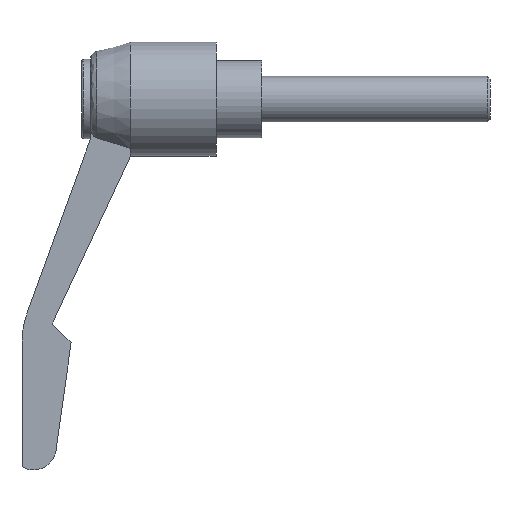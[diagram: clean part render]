
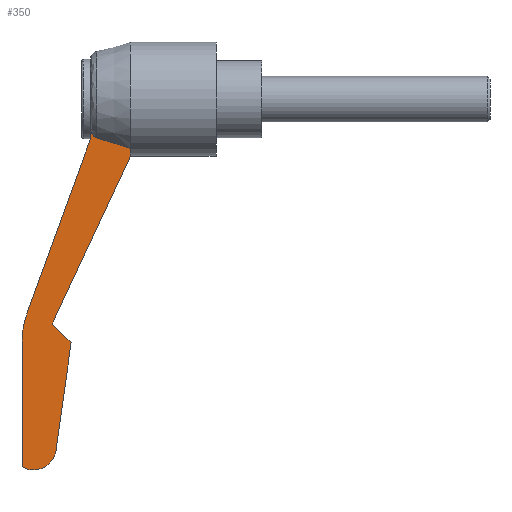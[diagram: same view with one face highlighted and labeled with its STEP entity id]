
A CAD part, front view. The second image highlights one B-rep face of the part: STEP entity #350.
In plain terms, the highlighted planar face has unit normal (0, -1, 0).
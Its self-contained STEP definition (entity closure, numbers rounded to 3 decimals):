
#1 = DIRECTION ( 'NONE',  ( 0., 0., -1. ) ) ;
#10 = ORIENTED_EDGE ( 'NONE', *, *, #627, .T. ) ;
#11 = CARTESIAN_POINT ( 'NONE',  ( -40.002, -5., -60.973 ) ) ;
#25 = LINE ( 'NONE', #549, #192 ) ;
#62 = CARTESIAN_POINT ( 'NONE',  ( -30., -5., -6.973 ) ) ;
#84 = CARTESIAN_POINT ( 'NONE',  ( -42., -5., -31.588 ) ) ;
#93 = CARTESIAN_POINT ( 'NONE',  ( -30., -5., -5.059 ) ) ;
#96 = CARTESIAN_POINT ( 'NONE',  ( -29.239, -5., -6.602 ) ) ;
#134 = EDGE_CURVE ( 'NONE', #175, #409, #802, .T. ) ;
#161 = AXIS2_PLACEMENT_3D ( 'NONE', #374, #281, #458 ) ;
#163 = ORIENTED_EDGE ( 'NONE', *, *, #243, .T. ) ;
#169 = VECTOR ( 'NONE', #1, 1000. ) ;
#175 = VERTEX_POINT ( 'NONE', #761 ) ;
#192 = VECTOR ( 'NONE', #303, 1000. ) ;
#205 = DIRECTION ( 'NONE',  ( 0., 0., 1. ) ) ;
#218 = LINE ( 'NONE', #84, #169 ) ;
#233 = ORIENTED_EDGE ( 'NONE', *, *, #407, .F. ) ;
#241 = ORIENTED_EDGE ( 'NONE', *, *, #134, .T. ) ;
#242 = CARTESIAN_POINT ( 'NONE',  ( -28.888, -5., -6.777 ) ) ;
#243 = EDGE_CURVE ( 'NONE', #728, #559, #624, .T. ) ;
#246 = LINE ( 'NONE', #454, #437 ) ;
#255 = AXIS2_PLACEMENT_3D ( 'NONE', #11, #876, #955 ) ;
#281 = DIRECTION ( 'NONE',  ( 0., -1., 0. ) ) ;
#284 = ORIENTED_EDGE ( 'NONE', *, *, #622, .T. ) ;
#285 = CARTESIAN_POINT ( 'NONE',  ( -28.888, -5., -6.777 ) ) ;
#303 = DIRECTION ( 'NONE',  ( 0., 0., -1. ) ) ;
#317 = CARTESIAN_POINT ( 'NONE',  ( -29.834, -5., -5.828 ) ) ;
#319 = DIRECTION ( 'NONE',  ( -0.423, 0., -0.906 ) ) ;
#324 = VECTOR ( 'NONE', #205, 1000. ) ;
#327 = B_SPLINE_CURVE_WITH_KNOTS ( 'NONE', 3,
 ( #285, #447, #776, #845 ),
 .UNSPECIFIED., .F., .F.,
 ( 4, 4 ),
 ( 0., 0.006 ),
 .UNSPECIFIED. ) ;
#328 = CARTESIAN_POINT ( 'NONE',  ( -28.983, -5., -6.746 ) ) ;
#330 = VERTEX_POINT ( 'NONE', #686 ) ;
#332 = CARTESIAN_POINT ( 'NONE',  ( -23., -5., -10. ) ) ;
#337 = LINE ( 'NONE', #935, #699 ) ;
#346 = ORIENTED_EDGE ( 'NONE', *, *, #526, .T. ) ;
#350 = ADVANCED_FACE ( 'NONE', ( #698 ), #1015, .T. ) ;
#374 = CARTESIAN_POINT ( 'NONE',  ( -33.964, -5., -31.588 ) ) ;
#392 = CARTESIAN_POINT ( 'NONE',  ( -36.71, -5., -39.401 ) ) ;
#396 = EDGE_CURVE ( 'NONE', #623, #720, #760, .T. ) ;
#397 = CARTESIAN_POINT ( 'NONE',  ( -27., -5., -42.588 ) ) ;
#399 = CARTESIAN_POINT ( 'NONE',  ( -29.072, -5., -6.704 ) ) ;
#402 = CIRCLE ( 'NONE', #255, 4. ) ;
#403 = DIRECTION ( 'NONE',  ( 0., 0., 1. ) ) ;
#406 = DIRECTION ( 'NONE',  ( 0., -1., 0. ) ) ;
#407 = EDGE_CURVE ( 'NONE', #906, #559, #327, .T. ) ;
#408 = CARTESIAN_POINT ( 'NONE',  ( -30., -5., -4.861 ) ) ;
#409 = VERTEX_POINT ( 'NONE', #1002 ) ;
#413 = EDGE_CURVE ( 'NONE', #409, #446, #246, .T. ) ;
#415 = ORIENTED_EDGE ( 'NONE', *, *, #413, .T. ) ;
#437 = VECTOR ( 'NONE', #613, 1000. ) ;
#446 = VERTEX_POINT ( 'NONE', #392 ) ;
#447 = CARTESIAN_POINT ( 'NONE',  ( -26.933, -5., -7.429 ) ) ;
#454 = CARTESIAN_POINT ( 'NONE',  ( -33.396, -5., -42.715 ) ) ;
#458 = DIRECTION ( 'NONE',  ( 0., 0., -1. ) ) ;
#467 = DIRECTION ( 'NONE',  ( 0.139, 0., 0.99 ) ) ;
#484 = CARTESIAN_POINT ( 'NONE',  ( -29.536, -5., -6.339 ) ) ;
#526 = EDGE_CURVE ( 'NONE', #330, #623, #25, .T. ) ;
#549 = CARTESIAN_POINT ( 'NONE',  ( -30., -5., -31.588 ) ) ;
#559 = VERTEX_POINT ( 'NONE', #637 ) ;
#561 = CARTESIAN_POINT ( 'NONE',  ( -29.898, -5., -5.64 ) ) ;
#567 = CARTESIAN_POINT ( 'NONE',  ( -29.654, -5., -6.176 ) ) ;
#569 = EDGE_CURVE ( 'NONE', #899, #769, #218, .T. ) ;
#574 = EDGE_CURVE ( 'NONE', #728, #446, #337, .T. ) ;
#590 = EDGE_CURVE ( 'NONE', #906, #330, #632, .T. ) ;
#606 = ORIENTED_EDGE ( 'NONE', *, *, #396, .T. ) ;
#613 = DIRECTION ( 'NONE',  ( -0.707, 0., 0.707 ) ) ;
#622 = EDGE_CURVE ( 'NONE', #769, #175, #402, .T. ) ;
#623 = VERTEX_POINT ( 'NONE', #868 ) ;
#624 = LINE ( 'NONE', #995, #324 ) ;
#627 = EDGE_CURVE ( 'NONE', #720, #899, #885, .T. ) ;
#631 = CARTESIAN_POINT ( 'NONE',  ( -29.981, -5., -5.254 ) ) ;
#632 = B_SPLINE_CURVE_WITH_KNOTS ( 'NONE', 3,
 ( #242, #328, #399, #96, #964, #484, #567, #317, #561, #631, #93, #408 ),
 .UNSPECIFIED., .F., .F.,
 ( 4, 2, 2, 2, 2, 4 ),
 ( 0., 0., 0.001, 0.001, 0.002, 0.002 ),
 .UNSPECIFIED. ) ;
#634 = ORIENTED_EDGE ( 'NONE', *, *, #574, .F. ) ;
#637 = CARTESIAN_POINT ( 'NONE',  ( -23., -5., -8.66 ) ) ;
#659 = AXIS2_PLACEMENT_3D ( 'NONE', #397, #406, #403 ) ;
#669 = VECTOR ( 'NONE', #467, 1000. ) ;
#686 = CARTESIAN_POINT ( 'NONE',  ( -30., -5., -4.861 ) ) ;
#698 = FACE_OUTER_BOUND ( 'NONE', #796, .T. ) ;
#699 = VECTOR ( 'NONE', #319, 1000. ) ;
#710 = ORIENTED_EDGE ( 'NONE', *, *, #590, .T. ) ;
#720 = VERTEX_POINT ( 'NONE', #971 ) ;
#728 = VERTEX_POINT ( 'NONE', #332 ) ;
#742 = CARTESIAN_POINT ( 'NONE',  ( -42., -5., -64.438 ) ) ;
#759 = DIRECTION ( 'NONE',  ( -0.342, 0., -0.94 ) ) ;
#760 = LINE ( 'NONE', #62, #779 ) ;
#761 = CARTESIAN_POINT ( 'NONE',  ( -36.041, -5., -61.53 ) ) ;
#769 = VERTEX_POINT ( 'NONE', #742 ) ;
#776 = CARTESIAN_POINT ( 'NONE',  ( -24.969, -5., -8.051 ) ) ;
#779 = VECTOR ( 'NONE', #759, 1000. ) ;
#796 = EDGE_LOOP ( 'NONE', ( #634, #163, #233, #710, #346, #606, #10, #902, #284, #241, #415 ) ) ;
#802 = LINE ( 'NONE', #951, #669 ) ;
#826 = CARTESIAN_POINT ( 'NONE',  ( -28.888, -5., -6.777 ) ) ;
#845 = CARTESIAN_POINT ( 'NONE',  ( -23., -5., -8.66 ) ) ;
#868 = CARTESIAN_POINT ( 'NONE',  ( -30., -5., -6.973 ) ) ;
#876 = DIRECTION ( 'NONE',  ( 0., -1., 0. ) ) ;
#885 = CIRCLE ( 'NONE', #659, 15. ) ;
#899 = VERTEX_POINT ( 'NONE', #901 ) ;
#901 = CARTESIAN_POINT ( 'NONE',  ( -42., -5., -42.588 ) ) ;
#902 = ORIENTED_EDGE ( 'NONE', *, *, #569, .T. ) ;
#906 = VERTEX_POINT ( 'NONE', #826 ) ;
#935 = CARTESIAN_POINT ( 'NONE',  ( -23., -5., -10. ) ) ;
#951 = CARTESIAN_POINT ( 'NONE',  ( -36.041, -5., -61.53 ) ) ;
#955 = DIRECTION ( 'NONE',  ( 0., 0., 1. ) ) ;
#964 = CARTESIAN_POINT ( 'NONE',  ( -29.319, -5., -6.541 ) ) ;
#971 = CARTESIAN_POINT ( 'NONE',  ( -41.095, -5., -37.458 ) ) ;
#995 = CARTESIAN_POINT ( 'NONE',  ( -23., -5., -31.588 ) ) ;
#1002 = CARTESIAN_POINT ( 'NONE',  ( -33.396, -5., -42.715 ) ) ;
#1015 = PLANE ( 'NONE',  #161 ) ;
